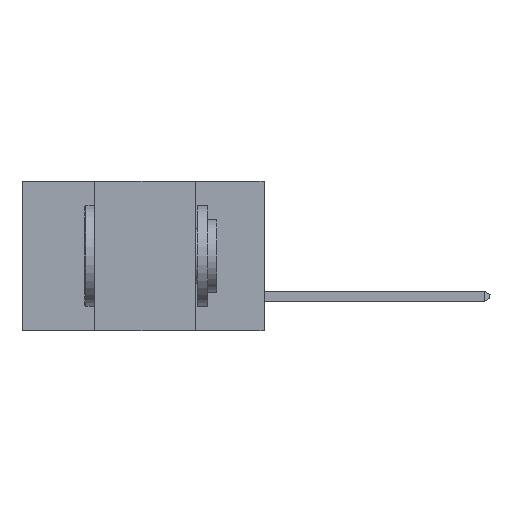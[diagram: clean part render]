
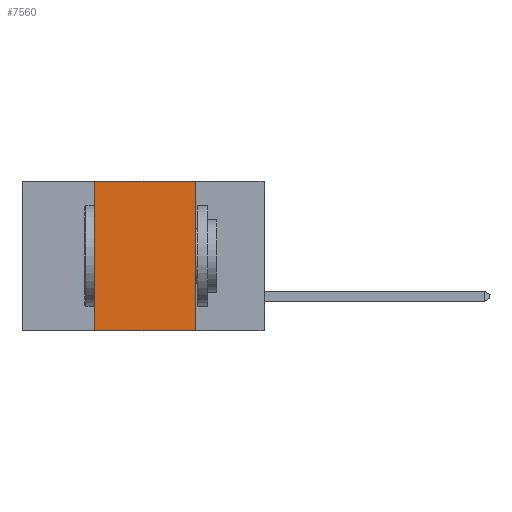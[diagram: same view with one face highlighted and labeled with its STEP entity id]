
A CAD part, left-side view. The second image highlights one B-rep face of the part: STEP entity #7560.
In plain terms, the highlighted planar face has unit normal (-1, 0, 0).
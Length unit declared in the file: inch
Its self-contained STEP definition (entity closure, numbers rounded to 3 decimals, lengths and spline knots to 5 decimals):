
#736 = AXIS2_PLACEMENT_3D ( 'NONE', #3495, #19097, #18607 ) ;
#809 = EDGE_CURVE ( 'NONE', #4349, #1557, #23311, .T. ) ;
#1126 = CARTESIAN_POINT ( 'NONE',  ( 0., 0.17, -0.37 ) ) ;
#1144 = LINE ( 'NONE', #20651, #15138 ) ;
#1557 = VERTEX_POINT ( 'NONE', #24541 ) ;
#3331 = VECTOR ( 'NONE', #18006, 39.37008 ) ;
#3495 = CARTESIAN_POINT ( 'NONE',  ( 0., 0.6, 0. ) ) ;
#3620 = FACE_OUTER_BOUND ( 'NONE', #12168, .T. ) ;
#4349 = VERTEX_POINT ( 'NONE', #21822 ) ;
#4511 = VERTEX_POINT ( 'NONE', #5891 ) ;
#4791 = DIRECTION ( 'NONE',  ( 0., 0., -1. ) ) ;
#5865 = ORIENTED_EDGE ( 'NONE', *, *, #809, .F. ) ;
#5891 = CARTESIAN_POINT ( 'NONE',  ( 0., 0.42, -0.37 ) ) ;
#6395 = CARTESIAN_POINT ( 'NONE',  ( 0., 0.17, -0.37 ) ) ;
#7560 = ADVANCED_FACE ( 'NONE', ( #3620 ), #14789, .F. ) ;
#7766 = VECTOR ( 'NONE', #4791, 39.37008 ) ;
#8970 = ORIENTED_EDGE ( 'NONE', *, *, #23699, .F. ) ;
#9976 = CARTESIAN_POINT ( 'NONE',  ( 0., 0.6, 0. ) ) ;
#10242 = LINE ( 'NONE', #12281, #3331 ) ;
#12168 = EDGE_LOOP ( 'NONE', ( #8970, #5865, #23876, #21853 ) ) ;
#12281 = CARTESIAN_POINT ( 'NONE',  ( 0., 0.42, -0.37 ) ) ;
#13852 = VERTEX_POINT ( 'NONE', #6395 ) ;
#14340 = EDGE_CURVE ( 'NONE', #4511, #13852, #1144, .T. ) ;
#14789 = PLANE ( 'NONE',  #736 ) ;
#15138 = VECTOR ( 'NONE', #20528, 39.37008 ) ;
#15940 = DIRECTION ( 'NONE',  ( 0., -1., 0. ) ) ;
#16823 = LINE ( 'NONE', #1126, #7766 ) ;
#17537 = VECTOR ( 'NONE', #15940, 39.37008 ) ;
#18006 = DIRECTION ( 'NONE',  ( 0., 0., 1. ) ) ;
#18607 = DIRECTION ( 'NONE',  ( 0., 0., -1. ) ) ;
#19097 = DIRECTION ( 'NONE',  ( 1., 0., 0. ) ) ;
#20528 = DIRECTION ( 'NONE',  ( 0., -1., 0. ) ) ;
#20651 = CARTESIAN_POINT ( 'NONE',  ( 0., 0.6, -0.37 ) ) ;
#21822 = CARTESIAN_POINT ( 'NONE',  ( 0., 0.42, 0. ) ) ;
#21853 = ORIENTED_EDGE ( 'NONE', *, *, #14340, .T. ) ;
#23311 = LINE ( 'NONE', #9976, #17537 ) ;
#23699 = EDGE_CURVE ( 'NONE', #1557, #13852, #16823, .T. ) ;
#23876 = ORIENTED_EDGE ( 'NONE', *, *, #24710, .F. ) ;
#24541 = CARTESIAN_POINT ( 'NONE',  ( 0., 0.17, 0. ) ) ;
#24710 = EDGE_CURVE ( 'NONE', #4511, #4349, #10242, .T. ) ;
